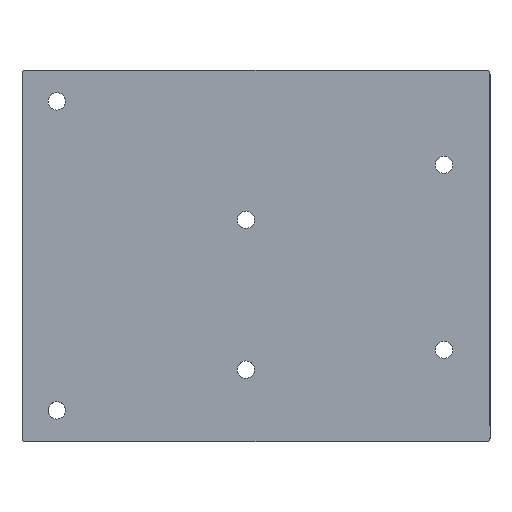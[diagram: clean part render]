
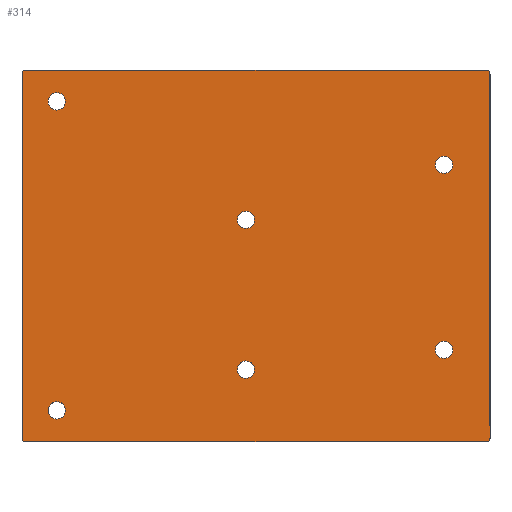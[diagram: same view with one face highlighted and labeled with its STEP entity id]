
A CAD part, top view. The second image highlights one B-rep face of the part: STEP entity #314.
In plain terms, the highlighted planar face has unit normal (0, 0, 1).
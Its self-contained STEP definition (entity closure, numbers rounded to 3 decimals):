
#21=FACE_BOUND('',#65,.T.);
#22=FACE_BOUND('',#66,.T.);
#23=FACE_BOUND('',#67,.T.);
#24=FACE_BOUND('',#68,.T.);
#25=FACE_BOUND('',#69,.T.);
#26=FACE_BOUND('',#70,.T.);
#30=PLANE('',#360);
#42=FACE_OUTER_BOUND('',#64,.T.);
#64=EDGE_LOOP('',(#257,#258,#259,#260,#261,#262,#263,#264));
#65=EDGE_LOOP('',(#265));
#66=EDGE_LOOP('',(#266));
#67=EDGE_LOOP('',(#267));
#68=EDGE_LOOP('',(#268));
#69=EDGE_LOOP('',(#269));
#70=EDGE_LOOP('',(#270));
#81=LINE('',#482,#103);
#88=LINE('',#516,#110);
#93=LINE('',#534,#115);
#94=LINE('',#535,#116);
#103=VECTOR('',#385,10.);
#110=VECTOR('',#418,10.);
#115=VECTOR('',#441,10.);
#116=VECTOR('',#442,10.);
#121=CIRCLE('',#336,0.5);
#132=CIRCLE('',#350,0.5);
#133=CIRCLE('',#353,0.5);
#134=CIRCLE('',#355,1.1);
#135=CIRCLE('',#357,1.1);
#136=CIRCLE('',#359,0.5);
#137=CIRCLE('',#361,1.1);
#138=CIRCLE('',#362,1.1);
#139=CIRCLE('',#363,1.1);
#140=CIRCLE('',#364,1.1);
#141=VERTEX_POINT('',#469);
#142=VERTEX_POINT('',#470);
#146=VERTEX_POINT('',#480);
#158=VERTEX_POINT('',#508);
#159=VERTEX_POINT('',#510);
#160=VERTEX_POINT('',#514);
#161=VERTEX_POINT('',#518);
#162=VERTEX_POINT('',#522);
#163=VERTEX_POINT('',#526);
#164=VERTEX_POINT('',#530);
#165=VERTEX_POINT('',#536);
#166=VERTEX_POINT('',#538);
#167=VERTEX_POINT('',#540);
#168=VERTEX_POINT('',#542);
#169=EDGE_CURVE('',#141,#142,#121,.T.);
#175=EDGE_CURVE('',#146,#141,#81,.T.);
#189=EDGE_CURVE('',#158,#159,#132,.T.);
#192=EDGE_CURVE('',#160,#158,#88,.T.);
#193=EDGE_CURVE('',#161,#160,#133,.T.);
#195=EDGE_CURVE('',#162,#162,#134,.T.);
#197=EDGE_CURVE('',#163,#163,#135,.T.);
#200=EDGE_CURVE('',#164,#146,#136,.T.);
#201=EDGE_CURVE('',#159,#164,#93,.T.);
#202=EDGE_CURVE('',#142,#161,#94,.T.);
#203=EDGE_CURVE('',#165,#165,#137,.T.);
#204=EDGE_CURVE('',#166,#166,#138,.T.);
#205=EDGE_CURVE('',#167,#167,#139,.T.);
#206=EDGE_CURVE('',#168,#168,#140,.T.);
#257=ORIENTED_EDGE('',*,*,#169,.F.);
#258=ORIENTED_EDGE('',*,*,#175,.F.);
#259=ORIENTED_EDGE('',*,*,#200,.F.);
#260=ORIENTED_EDGE('',*,*,#201,.F.);
#261=ORIENTED_EDGE('',*,*,#189,.F.);
#262=ORIENTED_EDGE('',*,*,#192,.F.);
#263=ORIENTED_EDGE('',*,*,#193,.F.);
#264=ORIENTED_EDGE('',*,*,#202,.F.);
#265=ORIENTED_EDGE('',*,*,#195,.T.);
#266=ORIENTED_EDGE('',*,*,#197,.T.);
#267=ORIENTED_EDGE('',*,*,#203,.F.);
#268=ORIENTED_EDGE('',*,*,#204,.F.);
#269=ORIENTED_EDGE('',*,*,#205,.T.);
#270=ORIENTED_EDGE('',*,*,#206,.T.);
#314=ADVANCED_FACE('',(#42,#21,#22,#23,#24,#25,#26),#30,.F.);
#336=AXIS2_PLACEMENT_3D('',#471,#375,#376);
#350=AXIS2_PLACEMENT_3D('',#511,#412,#413);
#353=AXIS2_PLACEMENT_3D('',#519,#421,#422);
#355=AXIS2_PLACEMENT_3D('',#523,#426,#427);
#357=AXIS2_PLACEMENT_3D('',#527,#431,#432);
#359=AXIS2_PLACEMENT_3D('',#532,#437,#438);
#360=AXIS2_PLACEMENT_3D('',#533,#439,#440);
#361=AXIS2_PLACEMENT_3D('',#537,#443,#444);
#362=AXIS2_PLACEMENT_3D('',#539,#445,#446);
#363=AXIS2_PLACEMENT_3D('',#541,#447,#448);
#364=AXIS2_PLACEMENT_3D('',#543,#449,#450);
#375=DIRECTION('center_axis',(0.,0.,
-1.));
#376=DIRECTION('ref_axis',(0.707,-0.707,0.));
#385=DIRECTION('',(0.,-1.,0.));
#412=DIRECTION('center_axis',(0.,0.,
-1.));
#413=DIRECTION('ref_axis',(-0.707,0.707,0.));
#418=DIRECTION('',(0.,1.,0.));
#421=DIRECTION('center_axis',(0.,0.,
-1.));
#422=DIRECTION('ref_axis',(-0.707,-0.707,0.));
#426=DIRECTION('center_axis',(0.,0.,
-1.));
#427=DIRECTION('ref_axis',(1.,0.,0.));
#431=DIRECTION('center_axis',(0.,0.,
-1.));
#432=DIRECTION('ref_axis',(1.,0.,0.));
#437=DIRECTION('center_axis',(0.,0.,
-1.));
#438=DIRECTION('ref_axis',(0.707,0.707,0.));
#439=DIRECTION('center_axis',(0.,0.,
-1.));
#440=DIRECTION('ref_axis',(1.,0.,0.));
#441=DIRECTION('',(1.,0.,0.));
#442=DIRECTION('',(-1.,0.,0.));
#443=DIRECTION('center_axis',(0.,0.,
1.));
#444=DIRECTION('ref_axis',(1.,0.,0.));
#445=DIRECTION('center_axis',(0.,0.,
1.));
#446=DIRECTION('ref_axis',(1.,0.,0.));
#447=DIRECTION('center_axis',(0.,0.,
-1.));
#448=DIRECTION('ref_axis',(-1.,0.,0.));
#449=DIRECTION('center_axis',(0.,0.,
-1.));
#450=DIRECTION('ref_axis',(-1.,0.,0.));
#469=CARTESIAN_POINT('',(68.125,-74.761,-4.7));
#470=CARTESIAN_POINT('',(67.625,-75.261,-4.7));
#471=CARTESIAN_POINT('Origin',(67.625,-74.761,-4.7));
#480=CARTESIAN_POINT('',(68.125,-28.463,-4.7));
#482=CARTESIAN_POINT('',(68.125,-73.013,-4.7));
#508=CARTESIAN_POINT('',(8.6,-28.463,-4.7));
#510=CARTESIAN_POINT('',(9.1,-27.963,-4.7));
#511=CARTESIAN_POINT('Origin',(9.1,-28.463,-4.7));
#514=CARTESIAN_POINT('',(8.6,-74.761,-4.7));
#516=CARTESIAN_POINT('',(8.6,-27.963,-4.7));
#518=CARTESIAN_POINT('',(9.1,-75.261,-4.7));
#519=CARTESIAN_POINT('Origin',(9.1,-74.761,-4.7));
#522=CARTESIAN_POINT('',(11.93,-31.956,-4.7));
#523=CARTESIAN_POINT('Origin',(13.03,-31.956,-4.7));
#526=CARTESIAN_POINT('',(11.93,-71.262,-4.7));
#527=CARTESIAN_POINT('Origin',(13.03,-71.262,-4.7));
#530=CARTESIAN_POINT('',(67.625,-27.963,-4.7));
#532=CARTESIAN_POINT('Origin',(67.625,-28.463,-4.7));
#533=CARTESIAN_POINT('Origin',(37.075,-56.538,-4.7));
#534=CARTESIAN_POINT('',(27.6,-27.963,-4.7));
#535=CARTESIAN_POINT('',(10.43,-75.261,-4.7));
#536=CARTESIAN_POINT('',(35.975,-66.063,-4.7));
#537=CARTESIAN_POINT('Origin',(37.075,-66.063,-4.7));
#538=CARTESIAN_POINT('',(35.975,-47.013,-4.7));
#539=CARTESIAN_POINT('Origin',(37.075,-47.013,-4.7));
#540=CARTESIAN_POINT('',(63.375,-63.539,-4.7));
#541=CARTESIAN_POINT('Origin',(62.275,-63.539,-4.7));
#542=CARTESIAN_POINT('',(63.375,-40.014,-4.7));
#543=CARTESIAN_POINT('Origin',(62.275,-40.014,-4.7));
